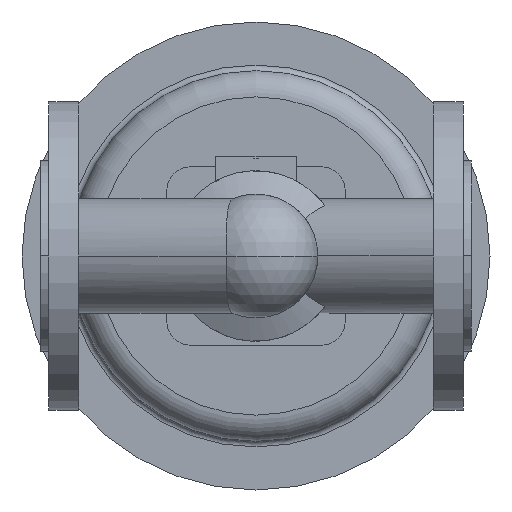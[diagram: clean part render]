
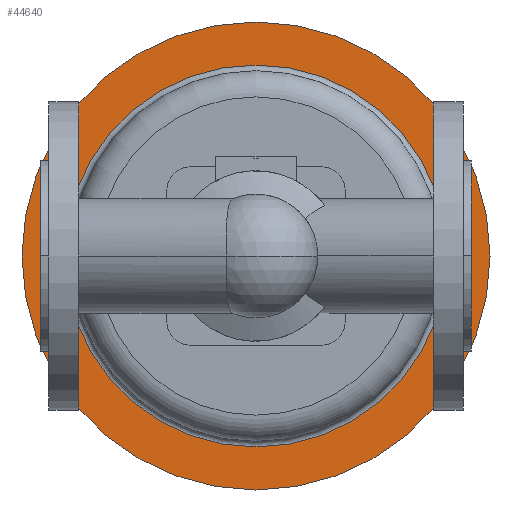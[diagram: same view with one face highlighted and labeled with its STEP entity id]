
A CAD part, front view. The second image highlights one B-rep face of the part: STEP entity #44640.
In plain terms, the highlighted planar face has unit normal (0, -1, 0).
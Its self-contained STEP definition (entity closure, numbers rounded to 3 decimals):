
#33360=CARTESIAN_POINT('',(240.,396.,0.));
#33370=VERTEX_POINT('',#33360);
#33400=CARTESIAN_POINT('',(115.,396.,0.));
#33410=DIRECTION('',(0.,1.,0.));
#33420=DIRECTION('',(1.,0.,0.));
#33430=AXIS2_PLACEMENT_3D('',#33400,#33410,#33420);
#33440=CIRCLE('',#33430,125.);
#33450=CARTESIAN_POINT('',(-10.,396.,0.));
#33460=VERTEX_POINT('',#33450);
#33470=EDGE_CURVE('',#33460,#33370,#33440,.T.);
#33790=CARTESIAN_POINT('',(13.,396.,0.));
#33800=VERTEX_POINT('',#33790);
#33830=CARTESIAN_POINT('',(115.,396.,0.));
#33840=DIRECTION('',(0.,1.,0.));
#33850=DIRECTION('',(1.,0.,0.));
#33860=AXIS2_PLACEMENT_3D('',#33830,#33840,#33850);
#33870=CIRCLE('',#33860,102.);
#33880=CARTESIAN_POINT('',(115.,396.,102.));
#33890=VERTEX_POINT('',#33880);
#33900=EDGE_CURVE('',#33800,#33890,#33870,.T.);
#33920=CARTESIAN_POINT('',(217.,396.,0.));
#33930=VERTEX_POINT('',#33920);
#33940=EDGE_CURVE('',#33890,#33930,#33870,.T.);
#44480=CARTESIAN_POINT('',(228.5,396.,0.));
#44490=DIRECTION('',(0.,-1.,0.));
#44500=DIRECTION('',(-1.,0.,0.));
#44510=AXIS2_PLACEMENT_3D('',#44480,#44490,#44500);
#44520=PLANE('',#44510);
#44530=EDGE_CURVE('',#33370,#33460,#33440,.T.);
#44540=ORIENTED_EDGE('',*,*,#44530,.F.);
#44550=ORIENTED_EDGE('',*,*,#33470,.F.);
#44560=EDGE_LOOP('',(#44550,#44540));
#44570=FACE_OUTER_BOUND('',#44560,.T.);
#44580=EDGE_CURVE('',#33930,#33800,#33870,.T.);
#44590=ORIENTED_EDGE('',*,*,#44580,.T.);
#44600=ORIENTED_EDGE('',*,*,#33940,.T.);
#44610=ORIENTED_EDGE('',*,*,#33900,.T.);
#44620=EDGE_LOOP('',(#44610,#44600,#44590));
#44630=FACE_BOUND('',#44620,.T.);
#44640=ADVANCED_FACE('',(#44570,#44630),#44520,.T.);
